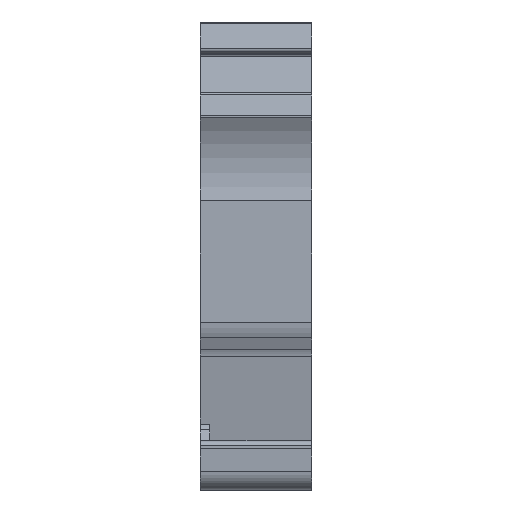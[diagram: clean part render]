
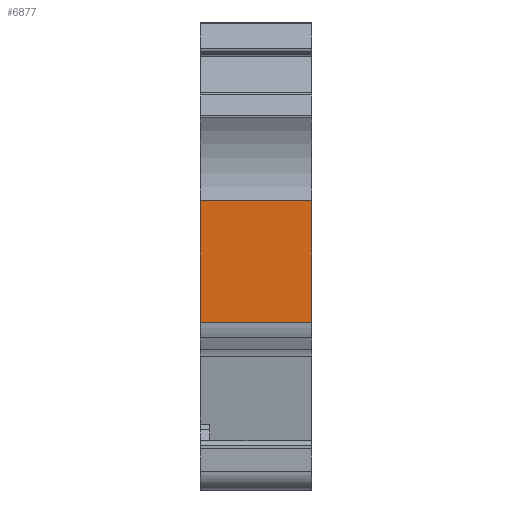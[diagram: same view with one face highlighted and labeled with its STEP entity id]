
A CAD part, left-side view. The second image highlights one B-rep face of the part: STEP entity #6877.
In plain terms, the highlighted planar face has unit normal (-1, 0, 0).
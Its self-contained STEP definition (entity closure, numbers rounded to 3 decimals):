
#1459=ORIENTED_EDGE('',*,*,#2332,.F.);
#1460=ORIENTED_EDGE('',*,*,#2434,.F.);
#1461=ORIENTED_EDGE('',*,*,#2077,.T.);
#1462=ORIENTED_EDGE('',*,*,#2293,.T.);
#2077=EDGE_CURVE('',#2800,#2799,#3232,.T.);
#2293=EDGE_CURVE('',#2799,#2917,#3392,.T.);
#2332=EDGE_CURVE('',#2937,#2917,#3423,.T.);
#2434=EDGE_CURVE('',#2800,#2937,#3505,.T.);
#2799=VERTEX_POINT('',#9431);
#2800=VERTEX_POINT('',#9433);
#2917=VERTEX_POINT('',#9861);
#2937=VERTEX_POINT('',#9939);
#3232=LINE('',#9432,#3776);
#3392=LINE('',#9862,#3936);
#3423=LINE('',#9940,#3967);
#3505=LINE('',#10138,#4049);
#3776=VECTOR('',#7843,1000.);
#3936=VECTOR('',#8307,1000.);
#3967=VECTOR('',#8392,1000.);
#4049=VECTOR('',#8598,1000.);
#4345=EDGE_LOOP('',(#1459,#1460,#1461,#1462));
#4618=FACE_BOUND('',#4345,.T.);
#4805=PLANE('',#7319);
#6877=ADVANCED_FACE('',(#4618),#4805,.F.);
#7319=AXIS2_PLACEMENT_3D('',#10137,#8596,#8597);
#7843=DIRECTION('',(0.,0.,-1.));
#8307=DIRECTION('',(0.,-1.,0.));
#8392=DIRECTION('',(0.,0.,-1.));
#8596=DIRECTION('',(1.,0.,0.));
#8597=DIRECTION('',(0.,0.,-1.));
#8598=DIRECTION('',(0.,-1.,0.));
#9431=CARTESIAN_POINT('',(-40.5,6.4,1.194));
#9432=CARTESIAN_POINT('',(-40.5,6.4,33.6));
#9433=CARTESIAN_POINT('',(-40.5,6.4,14.311));
#9861=CARTESIAN_POINT('',(-40.5,-5.6,1.194));
#9862=CARTESIAN_POINT('',(-40.5,114.317,1.194));
#9939=CARTESIAN_POINT('',(-40.5,-5.6,14.311));
#9940=CARTESIAN_POINT('',(-40.5,-5.6,33.6));
#10137=CARTESIAN_POINT('',(-40.5,-5.6,33.6));
#10138=CARTESIAN_POINT('',(-40.5,6.4,14.311));
